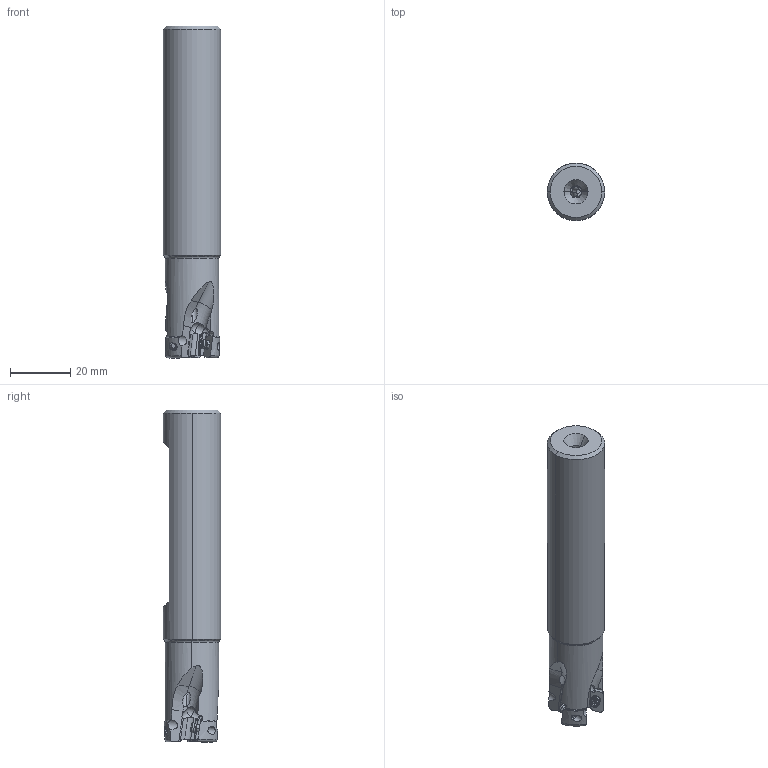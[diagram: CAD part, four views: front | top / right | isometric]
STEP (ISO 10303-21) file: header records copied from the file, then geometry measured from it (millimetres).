
FILE_DESCRIPTION(/* description */ (''),/* implementation_level */ '2;1');
FILE_NAME(/* name */ 'APX3000UR123FA12SA.stp',/* time_stamp */ '2025-06-27T16:01:50+09:00',/* author */ (''),/* organization */ (''),/* preprocessor_version */ 'ST-DEVELOPER v18.101',/* originating_system */ 'SIEMENS PLM Software NX 2011',/* authorisation */ '');
FILE_SCHEMA (('AUTOMOTIVE_DESIGN { 1 0 10303 214 3 1 1 1 }'));
Length unit declared in the file: millimetre
Products named in the file (1): APX3000UR123FA12SA_ASM
Bounding box: 19.05 x 19.05 x 110.08 mm (x, y, z)
Volume: 25948.9 mm3; surface area: 8678.5 mm2
Topology: 4 solids, 4 shells, 279 faces, 871 edges, 595 vertices
Faces by surface type: cylinder 122, plane 68, cone 51, torus 23, sphere 15
Entity records: 11241 total; most frequent: CARTESIAN_POINT 3657, ORIENTED_EDGE 1714, DIRECTION 1426, EDGE_CURVE 857, AXIS2_PLACEMENT_3D 596, VERTEX_POINT 589, B_SPLINE_CURVE_WITH_KNOTS 326, CIRCLE 297
